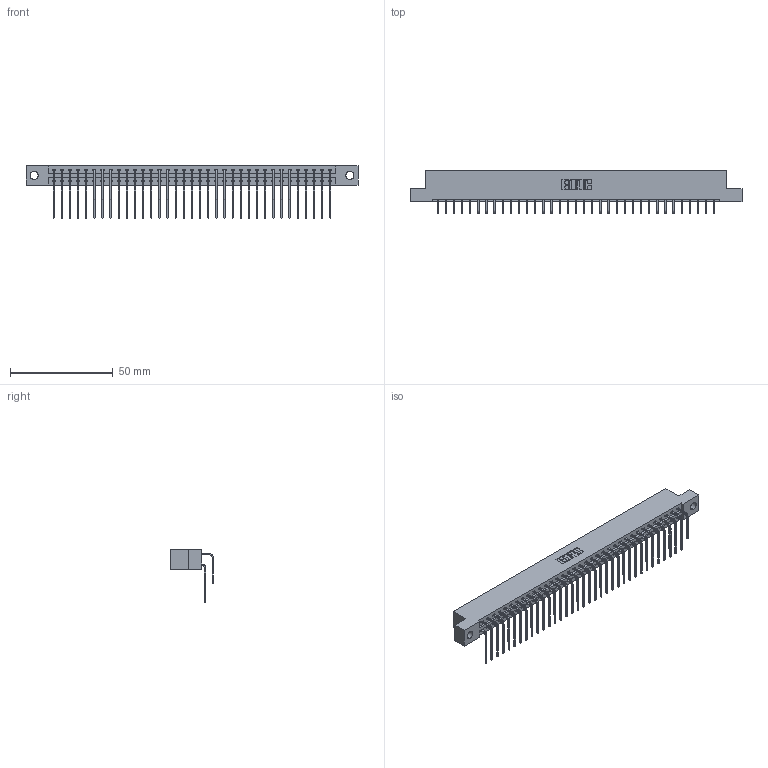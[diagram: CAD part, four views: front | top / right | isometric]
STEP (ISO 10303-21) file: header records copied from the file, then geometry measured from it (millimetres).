
FILE_DESCRIPTION (( 'STEP AP203' ), '1' );
FILE_NAME ('387-070-559-204.STEP', '2018-09-22T17:28:27', ( '' ), ( '' ), 'SwSTEP 2.0', 'SolidWorks 2016', '' );
FILE_SCHEMA (( 'CONFIG_CONTROL_DESIGN' ));
Length unit declared in the file: inch
Products named in the file (4): 387-070-559-204; 337 Part_Flush Mounting Lugs - 0.156 Dia-TH; 345-292-001_558 559 Tail - 1; 345-292-001_559 Tail - 2
Assembly tree (71 placements, depth 2):
  387-070-559-204
    337 Part_Flush Mounting Lugs - 0.156 Dia-TH
    345-292-001_558 559 Tail - 1  x35
    345-292-001_559 Tail - 2  x35
Bounding box: 161.7 x 20.9 x 25.53 mm (x, y, z)
Volume: 17263.6 mm3; surface area: 21273.6 mm2
Topology: 71 solids, 71 shells, 4034 faces, 12001 edges, 7906 vertices
Faces by surface type: plane 2870, cylinder 1164
Entity records: 29829 total; most frequent: CARTESIAN_POINT 5077, ORIENTED_EDGE 4962, DIRECTION 4313, EDGE_CURVE 2481, LINE 2313, VECTOR 2313, VERTEX_POINT 1650, AXIS2_PLACEMENT_3D 1000
